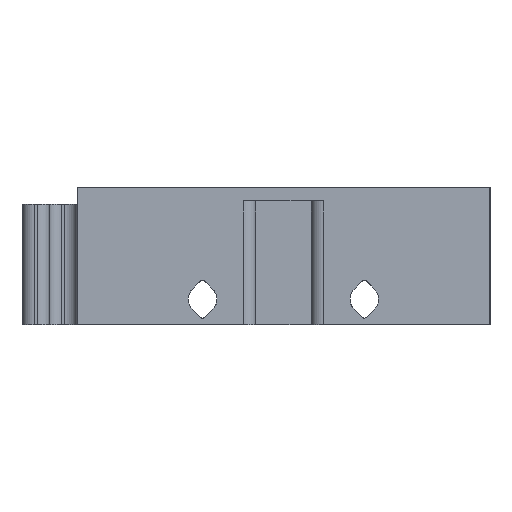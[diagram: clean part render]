
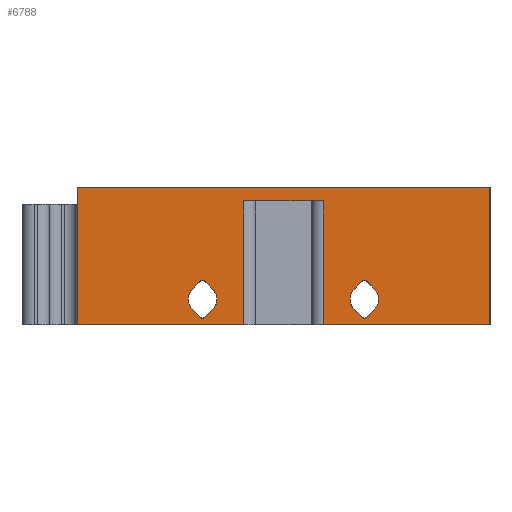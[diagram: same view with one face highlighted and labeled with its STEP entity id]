
A CAD part, left-side view. The second image highlights one B-rep face of the part: STEP entity #6788.
In plain terms, the highlighted planar face has unit normal (-1, 0, 0).
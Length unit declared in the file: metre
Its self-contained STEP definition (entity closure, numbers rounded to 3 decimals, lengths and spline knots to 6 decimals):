
#260=CIRCLE('',#7206,0.0004);
#268=CIRCLE('',#7222,0.002075);
#276=CIRCLE('',#7234,0.002075);
#280=CIRCLE('',#7266,0.0004);
#293=CIRCLE('',#7282,0.002075);
#296=CIRCLE('',#7298,0.002075);
#297=CIRCLE('',#7299,0.0004);
#298=CIRCLE('',#7300,0.0004);
#997=ORIENTED_EDGE('',*,*,#3028,.T.);
#998=ORIENTED_EDGE('',*,*,#2596,.F.);
#999=ORIENTED_EDGE('',*,*,#3029,.T.);
#1000=ORIENTED_EDGE('',*,*,#2700,.T.);
#1001=ORIENTED_EDGE('',*,*,#3030,.F.);
#1002=ORIENTED_EDGE('',*,*,#3031,.T.);
#1003=ORIENTED_EDGE('',*,*,#3032,.T.);
#1004=ORIENTED_EDGE('',*,*,#2684,.T.);
#1005=ORIENTED_EDGE('',*,*,#3033,.F.);
#1006=ORIENTED_EDGE('',*,*,#3034,.T.);
#1007=ORIENTED_EDGE('',*,*,#3035,.F.);
#1008=ORIENTED_EDGE('',*,*,#3011,.F.);
#1009=ORIENTED_EDGE('',*,*,#3005,.F.);
#1010=ORIENTED_EDGE('',*,*,#2977,.F.);
#1011=ORIENTED_EDGE('',*,*,#2985,.F.);
#1012=ORIENTED_EDGE('',*,*,#3036,.T.);
#1013=ORIENTED_EDGE('',*,*,#2875,.F.);
#1014=ORIENTED_EDGE('',*,*,#2888,.T.);
#1015=ORIENTED_EDGE('',*,*,#2900,.T.);
#1016=ORIENTED_EDGE('',*,*,#2912,.T.);
#1017=ORIENTED_EDGE('',*,*,#2931,.T.);
#1018=ORIENTED_EDGE('',*,*,#3037,.T.);
#1019=ORIENTED_EDGE('',*,*,#2949,.F.);
#1020=ORIENTED_EDGE('',*,*,#2923,.T.);
#2596=EDGE_CURVE('',#3641,#3642,#4325,.F.);
#2684=EDGE_CURVE('',#3728,#3727,#4384,.F.);
#2700=EDGE_CURVE('',#3744,#3743,#4392,.F.);
#2875=EDGE_CURVE('',#3898,#3895,#4525,.T.);
#2888=EDGE_CURVE('',#3898,#3908,#260,.T.);
#2900=EDGE_CURVE('',#3908,#3916,#4542,.T.);
#2912=EDGE_CURVE('',#3916,#3924,#268,.T.);
#2923=EDGE_CURVE('',#3932,#3895,#276,.T.);
#2931=EDGE_CURVE('',#3924,#3937,#4556,.T.);
#2949=EDGE_CURVE('',#3932,#3952,#4567,.T.);
#2977=EDGE_CURVE('',#3976,#3973,#4589,.T.);
#2985=EDGE_CURVE('',#3983,#3976,#280,.F.);
#3005=EDGE_CURVE('',#3973,#3995,#293,.F.);
#3011=EDGE_CURVE('',#3995,#4001,#4605,.T.);
#3028=EDGE_CURVE('',#3727,#3642,#4616,.T.);
#3029=EDGE_CURVE('',#3641,#3744,#4617,.F.);
#3030=EDGE_CURVE('',#4014,#3743,#4618,.T.);
#3031=EDGE_CURVE('',#4014,#4015,#4619,.F.);
#3032=EDGE_CURVE('',#4015,#3728,#4620,.F.);
#3033=EDGE_CURVE('',#4016,#4017,#296,.F.);
#3034=EDGE_CURVE('',#4016,#4018,#4621,.T.);
#3035=EDGE_CURVE('',#4001,#4018,#297,.F.);
#3036=EDGE_CURVE('',#3983,#4017,#4622,.T.);
#3037=EDGE_CURVE('',#3937,#3952,#298,.T.);
#3641=VERTEX_POINT('',#9342);
#3642=VERTEX_POINT('',#9344);
#3727=VERTEX_POINT('',#9558);
#3728=VERTEX_POINT('',#9560);
#3743=VERTEX_POINT('',#9590);
#3744=VERTEX_POINT('',#9592);
#3895=VERTEX_POINT('',#9956);
#3898=VERTEX_POINT('',#9961);
#3908=VERTEX_POINT('',#9988);
#3916=VERTEX_POINT('',#10012);
#3924=VERTEX_POINT('',#10036);
#3932=VERTEX_POINT('',#10060);
#3937=VERTEX_POINT('',#10074);
#3952=VERTEX_POINT('',#10112);
#3973=VERTEX_POINT('',#10164);
#3976=VERTEX_POINT('',#10169);
#3983=VERTEX_POINT('',#10186);
#3995=VERTEX_POINT('',#10220);
#4001=VERTEX_POINT('',#10236);
#4014=VERTEX_POINT('',#10272);
#4015=VERTEX_POINT('',#10274);
#4016=VERTEX_POINT('',#10277);
#4017=VERTEX_POINT('',#10278);
#4018=VERTEX_POINT('',#10280);
#4325=LINE('',#9343,#5028);
#4384=LINE('',#9559,#5087);
#4392=LINE('',#9591,#5095);
#4525=LINE('',#9962,#5228);
#4542=LINE('',#10013,#5245);
#4556=LINE('',#10075,#5259);
#4567=LINE('',#10111,#5270);
#4589=LINE('',#10170,#5292);
#4605=LINE('',#10235,#5308);
#4616=LINE('',#10269,#5319);
#4617=LINE('',#10270,#5320);
#4618=LINE('',#10271,#5321);
#4619=LINE('',#10273,#5322);
#4620=LINE('',#10275,#5323);
#4621=LINE('',#10279,#5324);
#4622=LINE('',#10282,#5325);
#5028=VECTOR('',#7619,1.);
#5087=VECTOR('',#7700,1.);
#5095=VECTOR('',#7724,1.);
#5228=VECTOR('',#8003,1.);
#5245=VECTOR('',#8052,1.);
#5259=VECTOR('',#8120,1.);
#5270=VECTOR('',#8153,1.);
#5292=VECTOR('',#8199,1.);
#5308=VECTOR('',#8265,1.);
#5319=VECTOR('',#8296,1.);
#5320=VECTOR('',#8297,1.);
#5321=VECTOR('',#8298,1.);
#5322=VECTOR('',#8299,1.);
#5323=VECTOR('',#8300,1.);
#5324=VECTOR('',#8303,1.);
#5325=VECTOR('',#8306,1.);
#5824=EDGE_LOOP('',(#997,#998,#999,#1000,#1001,#1002,#1003,#1004));
#5825=EDGE_LOOP('',(#1005,#1006,#1007,#1008,#1009,#1010,#1011,#1012));
#5826=EDGE_LOOP('',(#1013,#1014,#1015,#1016,#1017,#1018,#1019,#1020));
#6213=FACE_BOUND('',#5824,.T.);
#6214=FACE_BOUND('',#5825,.T.);
#6215=FACE_BOUND('',#5826,.T.);
#6554=PLANE('',#7297);
#6788=ADVANCED_FACE('',(#6213,#6214,#6215),#6554,.F.);
#7206=AXIS2_PLACEMENT_3D('',#9989,#8029,#8030);
#7222=AXIS2_PLACEMENT_3D('',#10037,#8077,#8078);
#7234=AXIS2_PLACEMENT_3D('',#10059,#8104,#8105);
#7266=AXIS2_PLACEMENT_3D('',#10187,#8212,#8213);
#7282=AXIS2_PLACEMENT_3D('',#10223,#8251,#8252);
#7297=AXIS2_PLACEMENT_3D('',#10268,#8294,#8295);
#7298=AXIS2_PLACEMENT_3D('',#10276,#8301,#8302);
#7299=AXIS2_PLACEMENT_3D('',#10281,#8304,#8305);
#7300=AXIS2_PLACEMENT_3D('',#10283,#8307,#8308);
#7619=DIRECTION('',(0.,1.,0.));
#7700=DIRECTION('',(0.,1.,0.));
#7724=DIRECTION('',(0.,1.,0.));
#8003=DIRECTION('',(0.,-0.707,0.707));
#8029=DIRECTION('',(1.,0.,0.));
#8030=DIRECTION('',(0.,1.,0.));
#8052=DIRECTION('',(0.,0.707,0.707));
#8077=DIRECTION('',(1.,0.,0.));
#8078=DIRECTION('',(0.,1.,0.));
#8104=DIRECTION('',(1.,0.,0.));
#8105=DIRECTION('',(0.,1.,0.));
#8120=DIRECTION('',(0.,-0.707,0.707));
#8153=DIRECTION('',(0.,0.707,0.707));
#8199=DIRECTION('',(0.,-0.707,0.707));
#8212=DIRECTION('',(1.,0.,0.));
#8213=DIRECTION('',(0.,1.,0.));
#8251=DIRECTION('',(1.,0.,0.));
#8252=DIRECTION('',(0.,1.,0.));
#8265=DIRECTION('',(0.,0.707,0.707));
#8294=DIRECTION('',(1.,0.,0.));
#8295=DIRECTION('',(0.,1.,0.));
#8296=DIRECTION('',(0.,0.,1.));
#8297=DIRECTION('',(0.,0.,1.));
#8298=DIRECTION('',(0.,0.,-1.));
#8299=DIRECTION('',(0.,1.,0.));
#8300=DIRECTION('',(0.,0.,1.));
#8301=DIRECTION('',(1.,0.,0.));
#8302=DIRECTION('',(0.,1.,0.));
#8303=DIRECTION('',(0.,-0.707,0.707));
#8304=DIRECTION('',(1.,0.,0.));
#8305=DIRECTION('',(0.,1.,0.));
#8306=DIRECTION('',(0.,0.707,0.707));
#8307=DIRECTION('',(1.,0.,0.));
#8308=DIRECTION('',(0.,1.,0.));
#9342=CARTESIAN_POINT('',(0.810025,0.569975,0.38));
#9343=CARTESIAN_POINT('',(0.810025,0.497889,0.38));
#9344=CARTESIAN_POINT('',(0.810025,0.51,0.38));
#9558=CARTESIAN_POINT('',(0.810025,0.51,0.36));
#9559=CARTESIAN_POINT('',(0.810025,0.497889,0.36));
#9560=CARTESIAN_POINT('',(0.810025,0.534222,0.36));
#9590=CARTESIAN_POINT('',(0.810025,0.545778,0.36));
#9591=CARTESIAN_POINT('',(0.810025,0.497889,0.36));
#9592=CARTESIAN_POINT('',(0.810025,0.569975,0.36));
#9956=CARTESIAN_POINT('',(0.810025,0.526799,0.362266));
#9961=CARTESIAN_POINT('',(0.810025,0.527984,0.361082));
#9962=CARTESIAN_POINT('',(0.810025,0.503477,0.385588));
#9988=CARTESIAN_POINT('',(0.810025,0.528549,0.361082));
#9989=CARTESIAN_POINT('',(0.810025,0.528267,0.361365));
#10012=CARTESIAN_POINT('',(0.810025,0.529734,0.362266));
#10013=CARTESIAN_POINT('',(0.810025,0.522678,0.355211));
#10036=CARTESIAN_POINT('',(0.810025,0.529734,0.365201));
#10037=CARTESIAN_POINT('',(0.810025,0.528267,0.363733));
#10059=CARTESIAN_POINT('',(0.810025,0.528267,0.363733));
#10060=CARTESIAN_POINT('',(0.810025,0.526799,0.365201));
#10074=CARTESIAN_POINT('',(0.810025,0.528549,0.366385));
#10075=CARTESIAN_POINT('',(0.810025,0.506412,0.388523));
#10111=CARTESIAN_POINT('',(0.810025,0.519744,0.358145));
#10112=CARTESIAN_POINT('',(0.810025,0.527984,0.366385));
#10164=CARTESIAN_POINT('',(0.810025,0.550266,0.362266));
#10169=CARTESIAN_POINT('',(0.810025,0.551451,0.361082));
#10170=CARTESIAN_POINT('',(0.810025,0.515211,0.397322));
#10186=CARTESIAN_POINT('',(0.810025,0.552016,0.361082));
#10187=CARTESIAN_POINT('',(0.810025,0.551733,0.361365));
#10220=CARTESIAN_POINT('',(0.810025,0.550266,0.365201));
#10223=CARTESIAN_POINT('',(0.810025,0.551733,0.363733));
#10235=CARTESIAN_POINT('',(0.810025,0.531477,0.346412));
#10236=CARTESIAN_POINT('',(0.810025,0.551451,0.366385));
#10268=CARTESIAN_POINT('',(0.810025,0.497889,0.38));
#10269=CARTESIAN_POINT('',(0.810025,0.51,0.38));
#10270=CARTESIAN_POINT('',(0.810025,0.569975,0.38));
#10271=CARTESIAN_POINT('',(0.810025,0.545778,0.38));
#10272=CARTESIAN_POINT('',(0.810025,0.545778,0.378));
#10273=CARTESIAN_POINT('',(0.810025,0.497889,0.378));
#10274=CARTESIAN_POINT('',(0.810025,0.534222,0.378));
#10275=CARTESIAN_POINT('',(0.810025,0.534222,0.38));
#10276=CARTESIAN_POINT('',(0.810025,0.551733,0.363733));
#10277=CARTESIAN_POINT('',(0.810025,0.553201,0.365201));
#10278=CARTESIAN_POINT('',(0.810025,0.553201,0.362266));
#10279=CARTESIAN_POINT('',(0.810025,0.518145,0.400256));
#10280=CARTESIAN_POINT('',(0.810025,0.552016,0.366385));
#10281=CARTESIAN_POINT('',(0.810025,0.551733,0.366102));
#10282=CARTESIAN_POINT('',(0.810025,0.534412,0.343477));
#10283=CARTESIAN_POINT('',(0.810025,0.528267,0.366102));
